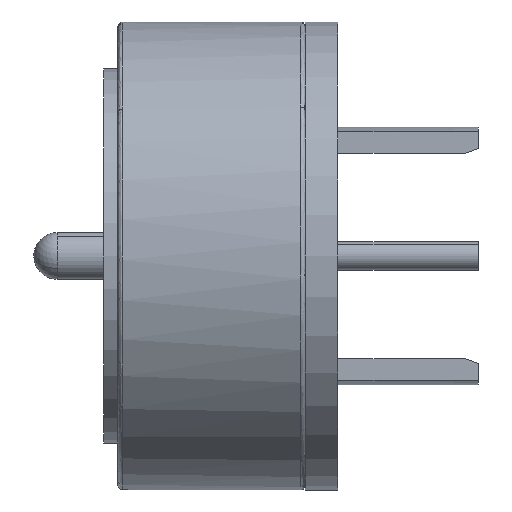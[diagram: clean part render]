
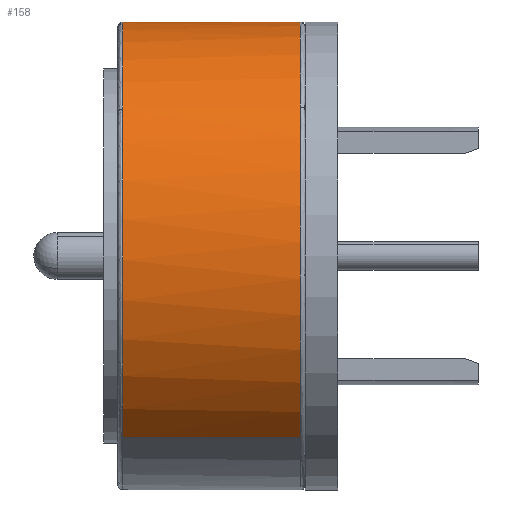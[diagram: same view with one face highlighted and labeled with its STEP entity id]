
A CAD part, left-side view. The second image highlights one B-rep face of the part: STEP entity #158.
In plain terms, the highlighted cylindrical face has radius 5 mm (diameter 10 mm), a partial arc.
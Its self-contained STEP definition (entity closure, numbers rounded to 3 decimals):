
#158 = ADVANCED_FACE ( 'NONE', ( #1163 ), #1167, .T. ) ;
#272 = EDGE_CURVE ( 'NONE', #1409, #1961, #3857, .T. ) ;
#273 = EDGE_CURVE ( 'NONE', #1906, #1365, #3863, .T. ) ;
#292 = EDGE_CURVE ( 'NONE', #1906, #1945, #3828, .T. ) ;
#313 = EDGE_CURVE ( 'NONE', #1365, #1944, #3869, .T. ) ;
#317 = EDGE_CURVE ( 'NONE', #1945, #1409, #3921, .T. ) ;
#319 = EDGE_CURVE ( 'NONE', #1944, #1961, #3889, .T. ) ;
#580 = AXIS2_PLACEMENT_3D ( 'NONE', #3511, #3523, #3503 ) ;
#805 = AXIS2_PLACEMENT_3D ( 'NONE', #2167, #2155, #2170 ) ;
#856 = AXIS2_PLACEMENT_3D ( 'NONE', #2256, #2253, #2268 ) ;
#888 = AXIS2_PLACEMENT_3D ( 'NONE', #2263, #2251, #2262 ) ;
#897 = AXIS2_PLACEMENT_3D ( 'NONE', #2264, #2239, #2240 ) ;
#1163 = FACE_OUTER_BOUND ( 'NONE', #1869, .T. ) ;
#1167 = CYLINDRICAL_SURFACE ( 'NONE', #580, 5. ) ;
#1365 = VERTEX_POINT ( 'NONE', #2519 ) ;
#1409 = VERTEX_POINT ( 'NONE', #2522 ) ;
#1565 = ORIENTED_EDGE ( 'NONE', *, *, #292, .T. ) ;
#1603 = ORIENTED_EDGE ( 'NONE', *, *, #273, .F. ) ;
#1619 = ORIENTED_EDGE ( 'NONE', *, *, #319, .F. ) ;
#1620 = ORIENTED_EDGE ( 'NONE', *, *, #317, .T. ) ;
#1650 = ORIENTED_EDGE ( 'NONE', *, *, #272, .T. ) ;
#1673 = ORIENTED_EDGE ( 'NONE', *, *, #313, .F. ) ;
#1869 = EDGE_LOOP ( 'NONE', ( #1565, #1620, #1650, #1619, #1673, #1603 ) ) ;
#1906 = VERTEX_POINT ( 'NONE', #2576 ) ;
#1944 = VERTEX_POINT ( 'NONE', #2619 ) ;
#1945 = VERTEX_POINT ( 'NONE', #2603 ) ;
#1961 = VERTEX_POINT ( 'NONE', #2613 ) ;
#2120 = CARTESIAN_POINT ( 'NONE',  ( -3.824, -0.858, -3.877 ) ) ;
#2123 = DIRECTION ( 'NONE',  ( 0., 1., 0. ) ) ;
#2136 = DIRECTION ( 'NONE',  ( 0., 1., 0. ) ) ;
#2147 = CARTESIAN_POINT ( 'NONE',  ( 2.49, -0.858, 3.877 ) ) ;
#2155 = DIRECTION ( 'NONE',  ( 0., 1., 0. ) ) ;
#2167 = CARTESIAN_POINT ( 'NONE',  ( -0.667, -0.858, 0. ) ) ;
#2170 = DIRECTION ( 'NONE',  ( 0.771, 0., -0.636 ) ) ;
#2239 = DIRECTION ( 'NONE',  ( 0., 1., 0. ) ) ;
#2240 = DIRECTION ( 'NONE',  ( -0.775, 0., 0.631 ) ) ;
#2251 = DIRECTION ( 'NONE',  ( 0., 1., 0. ) ) ;
#2253 = DIRECTION ( 'NONE',  ( 0., 1., 0. ) ) ;
#2256 = CARTESIAN_POINT ( 'NONE',  ( -0.667, 2.942, 0. ) ) ;
#2262 = DIRECTION ( 'NONE',  ( 0.771, 0., -0.636 ) ) ;
#2263 = CARTESIAN_POINT ( 'NONE',  ( -0.667, -0.858, 0. ) ) ;
#2264 = CARTESIAN_POINT ( 'NONE',  ( -0.667, 2.942, 0. ) ) ;
#2268 = DIRECTION ( 'NONE',  ( -0.775, 0., 0.631 ) ) ;
#2519 = CARTESIAN_POINT ( 'NONE',  ( -3.824, 2.942, -3.877 ) ) ;
#2522 = CARTESIAN_POINT ( 'NONE',  ( 2.49, -0.858, 3.877 ) ) ;
#2576 = CARTESIAN_POINT ( 'NONE',  ( -3.824, -0.858, -3.877 ) ) ;
#2603 = CARTESIAN_POINT ( 'NONE',  ( -4.524, -0.858, 3.182 ) ) ;
#2613 = CARTESIAN_POINT ( 'NONE',  ( 2.49, 2.942, 3.877 ) ) ;
#2619 = CARTESIAN_POINT ( 'NONE',  ( -4.558, 2.942, 3.139 ) ) ;
#3503 = DIRECTION ( 'NONE',  ( -0.631, 0., -0.775 ) ) ;
#3511 = CARTESIAN_POINT ( 'NONE',  ( -0.667, -0.858, 0. ) ) ;
#3523 = DIRECTION ( 'NONE',  ( 0., 1., 0. ) ) ;
#3828 = CIRCLE ( 'NONE', #805, 5. ) ;
#3851 = VECTOR ( 'NONE', #2123, 1000. ) ;
#3855 = VECTOR ( 'NONE', #2136, 1000. ) ;
#3857 = LINE ( 'NONE', #2147, #3855 ) ;
#3863 = LINE ( 'NONE', #2120, #3851 ) ;
#3869 = CIRCLE ( 'NONE', #856, 5. ) ;
#3889 = CIRCLE ( 'NONE', #897, 5. ) ;
#3921 = CIRCLE ( 'NONE', #888, 5. ) ;
